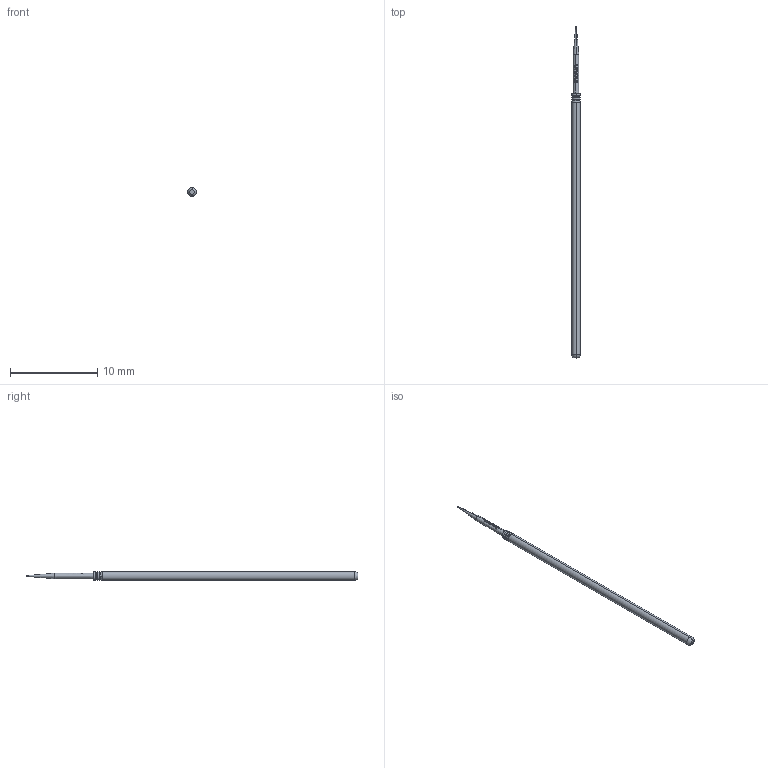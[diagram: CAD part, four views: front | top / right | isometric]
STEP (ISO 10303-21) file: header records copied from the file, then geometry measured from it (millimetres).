
FILE_DESCRIPTION (( 'STEP AP203' ), '1' );
FILE_NAME ('INGUN_GKS-075_209_064_A_xx00_E.STEP', '2021-09-27T07:38:16', ( 'ochi' ), ( '' ), 'SwSTEP 2.0', 'SolidWorks 2018', '' );
FILE_SCHEMA (( 'CONFIG_CONTROL_DESIGN' ));
Length unit declared in the file: millimetre
Products named in the file (1): INGUN_GKS-075_209_064_A_xx00_E
Bounding box: 1.02 x 38.1 x 1.02 mm (x, y, z)
Volume: 26.5 mm3; surface area: 111 mm2
Topology: 1 solids, 1 shells, 89 faces, 246 edges, 159 vertices
Faces by surface type: bspline 51, cone 18, torus 10, cylinder 8, plane 2
Entity records: 3952 total; most frequent: CARTESIAN_POINT 2079, ORIENTED_EDGE 488, EDGE_CURVE 244, DIRECTION 190, B_SPLINE_CURVE_WITH_KNOTS 176, VERTEX_POINT 159, EDGE_LOOP 91, ADVANCED_FACE 89
